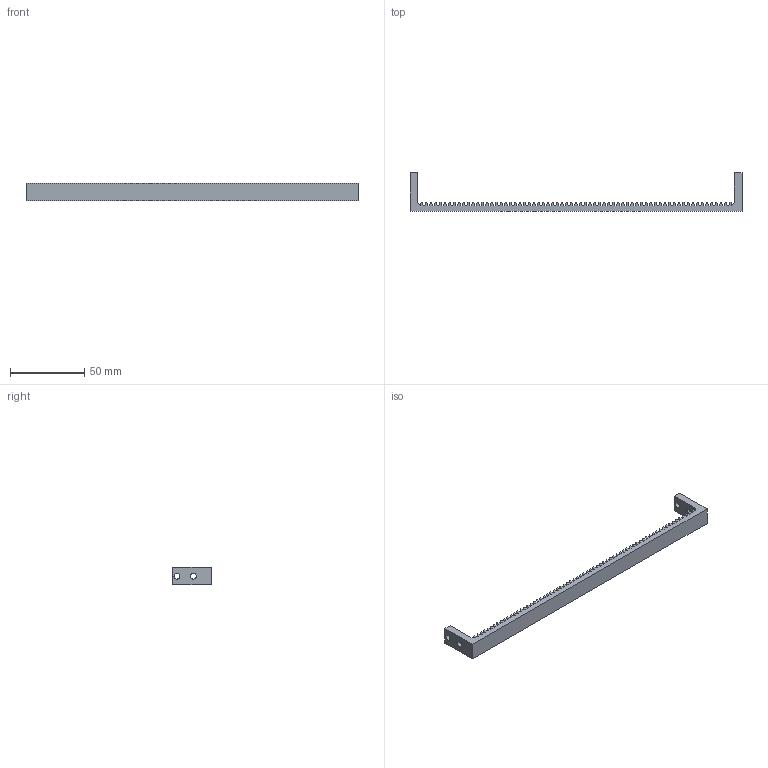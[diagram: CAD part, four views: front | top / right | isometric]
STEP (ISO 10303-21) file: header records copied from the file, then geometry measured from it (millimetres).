
FILE_DESCRIPTION (( 'STEP AP214' ), '1' );
FILE_NAME ('rack spur rectangular..STEP', '2025-09-28T13:11:22', ( '' ), ( '' ), 'SwSTEP 2.0', 'SolidWorks 2021', '' );
FILE_SCHEMA (( 'AUTOMOTIVE_DESIGN' ));
Length unit declared in the file: millimetre
Products named in the file (1): rack spur rectangular.
Bounding box: 223 x 26 x 12 mm (x, y, z)
Volume: 15068.4 mm3; surface area: 11988.9 mm2
Topology: 1 solids, 1 shells, 286 faces, 852 edges, 568 vertices
Faces by surface type: plane 278, cylinder 8
Entity records: 9462 total; most frequent: CARTESIAN_POINT 1707, ORIENTED_EDGE 1704, DIRECTION 1442, EDGE_CURVE 852, LINE 836, VECTOR 836, VERTEX_POINT 568, AXIS2_PLACEMENT_3D 303
